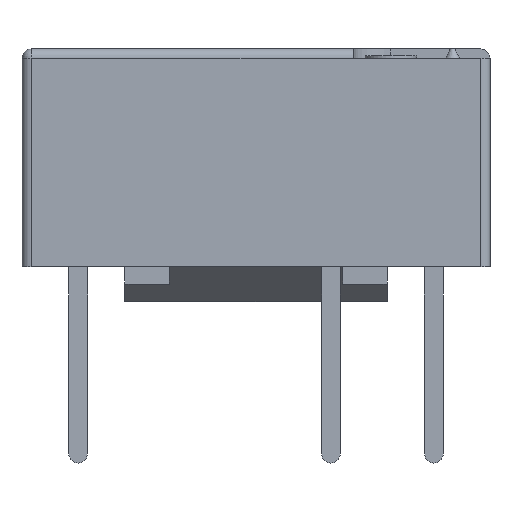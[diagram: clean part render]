
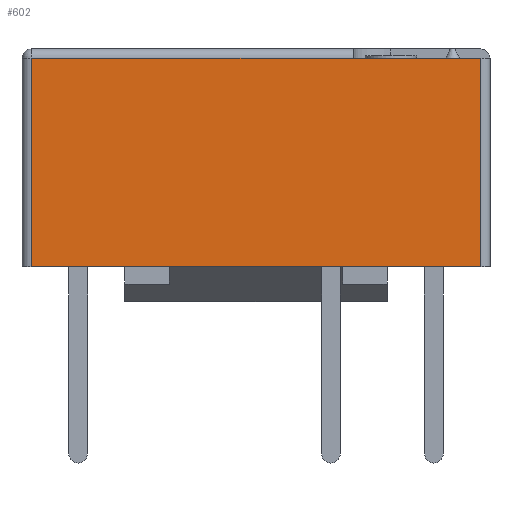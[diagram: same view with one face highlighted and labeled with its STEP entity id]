
A CAD part, front view. The second image highlights one B-rep face of the part: STEP entity #602.
In plain terms, the highlighted planar face has unit normal (0, -1, 0).
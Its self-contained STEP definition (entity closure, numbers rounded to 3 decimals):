
#602=ADVANCED_FACE('',(#13834),#13836,.T.);
#13834=FACE_BOUND('',#13835,.T.);
#13835=EDGE_LOOP('',(#24210,#24211,#24212,#24213,#24214));
#13836=PLANE('',#13837);
#13837=AXIS2_PLACEMENT_3D('',#13838,#13839,#13840);
#13838=CARTESIAN_POINT('',(-5.,-3.,1.));
#13839=DIRECTION('',(0.,-1.,0.));
#13840=DIRECTION('',(1.,0.,0.));
#24210=ORIENTED_EDGE('',*,*,#32507,.T.);
#24211=ORIENTED_EDGE('',*,*,#32508,.F.);
#24212=ORIENTED_EDGE('',*,*,#32509,.F.);
#24213=ORIENTED_EDGE('',*,*,#32466,.T.);
#24214=ORIENTED_EDGE('',*,*,#32506,.T.);
#32466=EDGE_CURVE('',#36773,#36771,#36774,.T.);
#32506=EDGE_CURVE('',#36771,#36832,#36834,.T.);
#32507=EDGE_CURVE('',#36832,#36835,#36836,.T.);
#32508=EDGE_CURVE('',#36837,#36835,#36838,.T.);
#32509=EDGE_CURVE('',#36773,#36837,#36839,.T.);
#36771=VERTEX_POINT('',#44088);
#36773=VERTEX_POINT('',#44093);
#36774=LINE('',#44094,#44095);
#36832=VERTEX_POINT('',#44237);
#36834=LINE('',#44242,#44243);
#36835=VERTEX_POINT('',#44245);
#36836=LINE('',#44246,#44247);
#36837=VERTEX_POINT('',#44249);
#36838=LINE('',#44250,#44251);
#36839=LINE('',#44253,#44254);
#44088=CARTESIAN_POINT('',(4.8,-3.,1.));
#44093=CARTESIAN_POINT('',(-4.8,-3.,1.));
#44094=CARTESIAN_POINT('',(-4.8,-3.,1.));
#44095=VECTOR('',#44096,1.);
#44096=DIRECTION('',(1.,0.,0.));
#44237=CARTESIAN_POINT('',(4.8,-3.,5.45));
#44242=CARTESIAN_POINT('',(4.8,-3.,1.));
#44243=VECTOR('',#44244,1.);
#44244=DIRECTION('',(0.,0.,1.));
#44245=CARTESIAN_POINT('',(2.08,-3.,5.45));
#44246=CARTESIAN_POINT('',(4.8,-3.,5.45));
#44247=VECTOR('',#44248,1.);
#44248=DIRECTION('',(-1.,0.,0.));
#44249=CARTESIAN_POINT('',(-4.8,-3.,5.45));
#44250=CARTESIAN_POINT('',(-4.8,-3.,5.45));
#44251=VECTOR('',#44252,1.);
#44252=DIRECTION('',(1.,0.,0.));
#44253=CARTESIAN_POINT('',(-4.8,-3.,1.));
#44254=VECTOR('',#44255,1.);
#44255=DIRECTION('',(0.,0.,1.));
